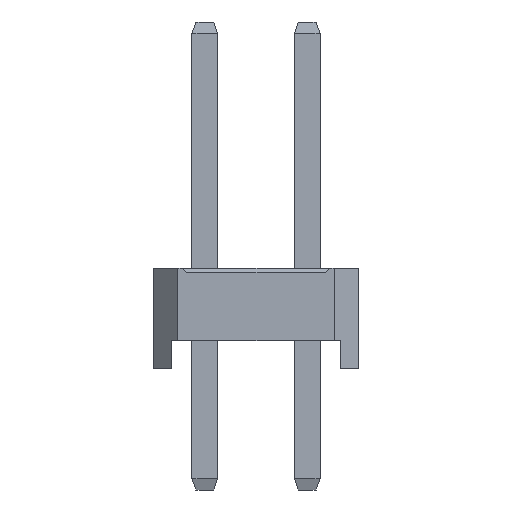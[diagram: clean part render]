
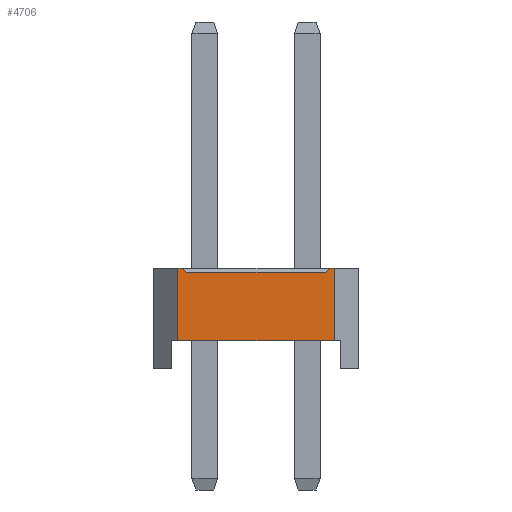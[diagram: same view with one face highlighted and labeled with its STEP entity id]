
A CAD part, left-side view. The second image highlights one B-rep face of the part: STEP entity #4706.
In plain terms, the highlighted planar face has unit normal (-1, 0, 0).
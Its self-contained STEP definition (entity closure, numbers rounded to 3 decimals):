
#4706=ADVANCED_FACE('',(#19210),#19212,.T.);
#19210=FACE_BOUND('',#19211,.T.);
#19211=EDGE_LOOP('',(#30549,#30550,#30551,#30552,#30553,#30554,#30555,#30556));
#19212=PLANE('',#19213);
#19213=AXIS2_PLACEMENT_3D('',#19214,#19215,#19216);
#19214=CARTESIAN_POINT('',(-1.27,3.21,0.));
#19215=DIRECTION('',(-1.,0.,0.));
#19216=DIRECTION('',(0.,-1.,0.));
#30549=ORIENTED_EDGE('',*,*,#37606,.F.);
#30550=ORIENTED_EDGE('',*,*,#37607,.T.);
#30551=ORIENTED_EDGE('',*,*,#37608,.F.);
#30552=ORIENTED_EDGE('',*,*,#36074,.F.);
#30553=ORIENTED_EDGE('',*,*,#37609,.F.);
#30554=ORIENTED_EDGE('',*,*,#35512,.T.);
#30555=ORIENTED_EDGE('',*,*,#37605,.T.);
#30556=ORIENTED_EDGE('',*,*,#36078,.F.);
#35512=EDGE_CURVE('',#39560,#39558,#39561,.T.);
#36074=EDGE_CURVE('',#40682,#40684,#40685,.T.);
#36078=EDGE_CURVE('',#40690,#40692,#40693,.T.);
#37605=EDGE_CURVE('',#39558,#40692,#43229,.T.);
#37606=EDGE_CURVE('',#43230,#40690,#43231,.F.);
#37607=EDGE_CURVE('',#43230,#43232,#43233,.T.);
#37608=EDGE_CURVE('',#40684,#43232,#43234,.F.);
#37609=EDGE_CURVE('',#39560,#40682,#43235,.T.);
#39558=VERTEX_POINT('',#46126);
#39560=VERTEX_POINT('',#46130);
#39561=LINE('',#46131,#46132);
#40682=VERTEX_POINT('',#48374);
#40684=VERTEX_POINT('',#48378);
#40685=LINE('',#48379,#48380);
#40690=VERTEX_POINT('',#48390);
#40692=VERTEX_POINT('',#48394);
#40693=LINE('',#48395,#48396);
#43229=LINE('',#53985,#53986);
#43230=VERTEX_POINT('',#53988);
#43231=LINE('',#53989,#53990);
#43232=VERTEX_POINT('',#53992);
#43233=LINE('',#53993,#53994);
#43234=LINE('',#53996,#53997);
#43235=LINE('',#53999,#54000);
#46126=CARTESIAN_POINT('',(-1.27,-0.67,0.7));
#46130=CARTESIAN_POINT('',(-1.27,3.21,0.7));
#46131=CARTESIAN_POINT('',(-1.27,3.21,0.7));
#46132=VECTOR('',#46133,1.);
#46133=DIRECTION('',(0.,-1.,0.));
#48374=CARTESIAN_POINT('',(-1.27,3.21,2.5));
#48378=CARTESIAN_POINT('',(-1.27,3.09,2.5));
#48379=CARTESIAN_POINT('',(-1.27,3.21,2.5));
#48380=VECTOR('',#48381,1.);
#48381=DIRECTION('',(0.,-1.,0.));
#48390=CARTESIAN_POINT('',(-1.27,-0.55,2.5));
#48394=CARTESIAN_POINT('',(-1.27,-0.67,2.5));
#48395=CARTESIAN_POINT('',(-1.27,-0.55,2.5));
#48396=VECTOR('',#48397,1.);
#48397=DIRECTION('',(0.,-1.,0.));
#53985=CARTESIAN_POINT('',(-1.27,-0.67,0.7));
#53986=VECTOR('',#53987,1.);
#53987=DIRECTION('',(0.,0.,1.));
#53988=CARTESIAN_POINT('',(-1.27,-0.45,2.4));
#53989=CARTESIAN_POINT('',(-1.27,-0.55,2.5));
#53990=VECTOR('',#53991,1.);
#53991=DIRECTION('',(0.,0.707,-0.707));
#53992=CARTESIAN_POINT('',(-1.27,2.99,2.4));
#53993=CARTESIAN_POINT('',(-1.27,-0.45,2.4));
#53994=VECTOR('',#53995,1.);
#53995=DIRECTION('',(0.,1.,0.));
#53996=CARTESIAN_POINT('',(-1.27,2.99,2.4));
#53997=VECTOR('',#53998,1.);
#53998=DIRECTION('',(0.,0.707,0.707));
#53999=CARTESIAN_POINT('',(-1.27,3.21,0.7));
#54000=VECTOR('',#54001,1.);
#54001=DIRECTION('',(0.,0.,1.));
